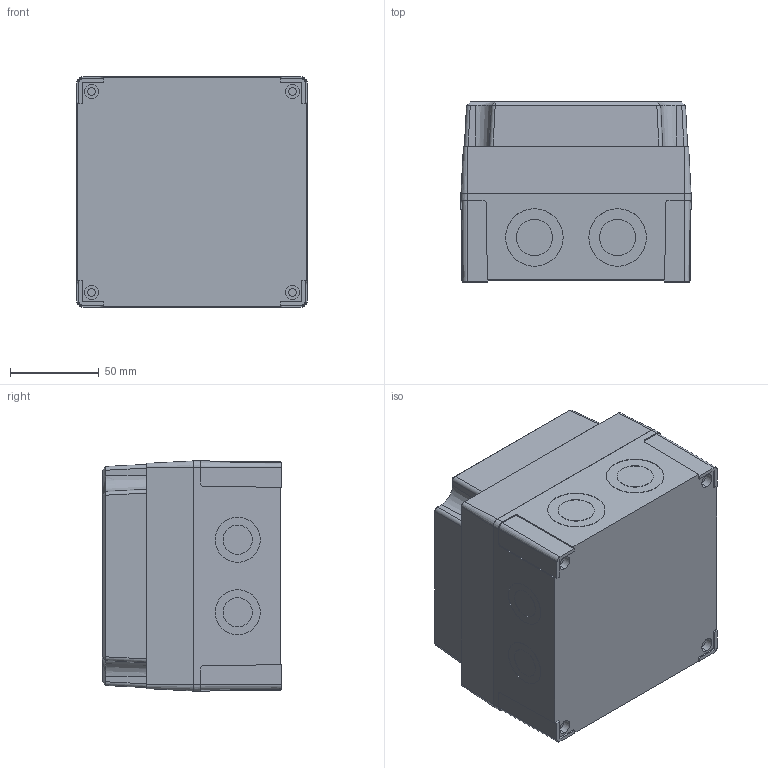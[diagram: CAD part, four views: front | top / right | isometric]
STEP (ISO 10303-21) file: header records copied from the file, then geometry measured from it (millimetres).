
FILE_DESCRIPTION (( 'STEP AP214' ), '1' );
FILE_NAME ('6016309_FIBOX_MNX_PCM_125_100_G.STEP', '2023-02-16T13:19:54', ( '' ), ( '' ), 'SwSTEP 2.0', 'SolidWorks 2021', '' );
FILE_SCHEMA (( 'AUTOMOTIVE_DESIGN' ));
Length unit declared in the file: millimetre
Products named in the file (4): FIBOX_MNXPCM125B; FIBOX_MNX12550C; FIBOX_MNXSS14551H; 6016309_FIBOX_MNX_PCM_125_100_G
Assembly tree (6 placements, depth 2):
  6016309_FIBOX_MNX_PCM_125_100_G
    FIBOX_MNXPCM125B
    FIBOX_MNX12550C
    FIBOX_MNXSS14551H  x4
Bounding box: 130.1 x 101.6 x 130.1 mm (x, y, z)
Volume: 265326.9 mm3; surface area: 176867.6 mm2
Topology: 6 solids, 6 shells, 569 faces, 1405 edges, 928 vertices
Faces by surface type: plane 331, cylinder 192, cone 44, bspline 2
Entity records: 16923 total; most frequent: CARTESIAN_POINT 4987, DIRECTION 2501, ORIENTED_EDGE 2402, EDGE_CURVE 1201, AXIS2_PLACEMENT_3D 904, VERTEX_POINT 796, VECTOR 693, LINE 693
